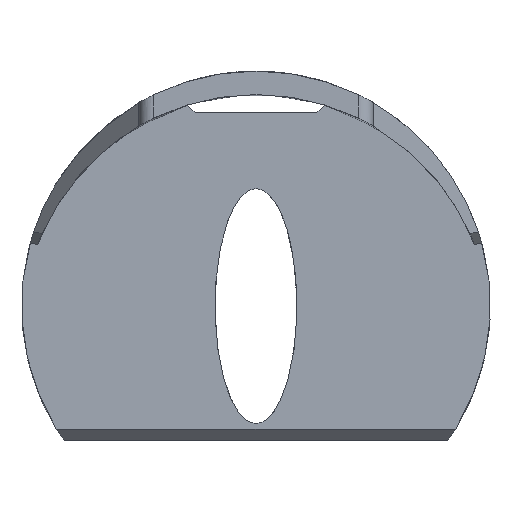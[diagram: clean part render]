
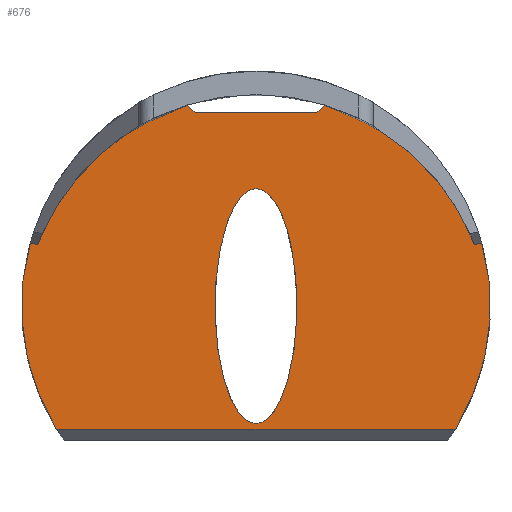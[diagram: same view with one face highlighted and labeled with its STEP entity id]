
A CAD part, top view. The second image highlights one B-rep face of the part: STEP entity #676.
In plain terms, the highlighted planar face has unit normal (0, 0, 1).
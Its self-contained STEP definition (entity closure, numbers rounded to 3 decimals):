
#18=FACE_BOUND('',#96,.T.);
#35=CIRCLE('',#727,20.);
#37=CIRCLE('',#733,20.);
#43=CIRCLE('',#742,20.);
#44=CIRCLE('',#743,20.);
#59=FACE_OUTER_BOUND('',#95,.T.);
#95=EDGE_LOOP('',(#477,#478,#479,#480,#481,#482,#483,#484,#485,#486));
#96=EDGE_LOOP('',(#487));
#131=LINE('',#978,#192);
#143=LINE('',#1097,#204);
#144=LINE('',#1101,#205);
#145=LINE('',#1103,#206);
#146=LINE('',#1105,#207);
#147=LINE('',#1108,#208);
#192=VECTOR('',#791,10.);
#204=VECTOR('',#837,10.);
#205=VECTOR('',#840,10.);
#206=VECTOR('',#841,10.);
#207=VECTOR('',#842,10.);
#208=VECTOR('',#845,10.);
#261=ELLIPSE('',#744,10.,3.5);
#269=VERTEX_POINT('',#975);
#270=VERTEX_POINT('',#977);
#272=VERTEX_POINT('',#983);
#283=VERTEX_POINT('',#1023);
#300=VERTEX_POINT('',#1096);
#301=VERTEX_POINT('',#1098);
#302=VERTEX_POINT('',#1100);
#303=VERTEX_POINT('',#1102);
#304=VERTEX_POINT('',#1104);
#305=VERTEX_POINT('',#1106);
#306=VERTEX_POINT('',#1109);
#338=EDGE_CURVE('',#269,#270,#131,.T.);
#341=EDGE_CURVE('',#272,#270,#35,.T.);
#353=EDGE_CURVE('',#269,#283,#37,.T.);
#371=EDGE_CURVE('',#300,#283,#143,.T.);
#372=EDGE_CURVE('',#300,#301,#43,.T.);
#373=EDGE_CURVE('',#301,#302,#144,.F.);
#374=EDGE_CURVE('',#302,#303,#145,.T.);
#375=EDGE_CURVE('',#304,#303,#146,.T.);
#376=EDGE_CURVE('',#304,#305,#44,.T.);
#377=EDGE_CURVE('',#272,#305,#147,.T.);
#378=EDGE_CURVE('',#306,#306,#261,.T.);
#477=ORIENTED_EDGE('',*,*,#338,.F.);
#478=ORIENTED_EDGE('',*,*,#353,.T.);
#479=ORIENTED_EDGE('',*,*,#371,.F.);
#480=ORIENTED_EDGE('',*,*,#372,.T.);
#481=ORIENTED_EDGE('',*,*,#373,.T.);
#482=ORIENTED_EDGE('',*,*,#374,.T.);
#483=ORIENTED_EDGE('',*,*,#375,.F.);
#484=ORIENTED_EDGE('',*,*,#376,.T.);
#485=ORIENTED_EDGE('',*,*,#377,.F.);
#486=ORIENTED_EDGE('',*,*,#341,.T.);
#487=ORIENTED_EDGE('',*,*,#378,.T.);
#650=PLANE('',#741);
#676=ADVANCED_FACE('',(#59,#18),#650,.T.);
#727=AXIS2_PLACEMENT_3D('',#984,#797,#798);
#733=AXIS2_PLACEMENT_3D('',#1025,#813,#814);
#741=AXIS2_PLACEMENT_3D('',#1095,#835,#836);
#742=AXIS2_PLACEMENT_3D('',#1099,#838,#839);
#743=AXIS2_PLACEMENT_3D('',#1107,#843,#844);
#744=AXIS2_PLACEMENT_3D('',#1110,#846,#847);
#791=DIRECTION('',(-1.,0.,0.));
#797=DIRECTION('center_axis',(0.,0.,1.));
#798=DIRECTION('ref_axis',(1.,0.,0.));
#813=DIRECTION('center_axis',(0.,0.,1.));
#814=DIRECTION('ref_axis',(1.,0.,0.));
#835=DIRECTION('center_axis',(0.,0.,1.));
#836=DIRECTION('ref_axis',(1.,0.,0.));
#837=DIRECTION('',(0.983,0.185,0.));
#838=DIRECTION('center_axis',(0.,0.,1.));
#839=DIRECTION('ref_axis',(1.,0.,0.));
#840=DIRECTION('',(0.707,0.707,0.));
#841=DIRECTION('',(-1.,0.,0.));
#842=DIRECTION('',(0.707,-0.707,0.));
#843=DIRECTION('center_axis',(0.,0.,1.));
#844=DIRECTION('ref_axis',(1.,0.,0.));
#845=DIRECTION('',(0.983,-0.185,0.));
#846=DIRECTION('center_axis',(0.,0.,-1.));
#847=DIRECTION('ref_axis',(0.,-1.,0.));
#975=CARTESIAN_POINT('',(-40.522,21.787,1.));
#977=CARTESIAN_POINT('',(-74.566,21.787,1.));
#978=CARTESIAN_POINT('',(-48.744,21.787,1.));
#983=CARTESIAN_POINT('',(-76.809,37.657,1.));
#984=CARTESIAN_POINT('Origin',(-57.544,32.287,1.));
#1023=CARTESIAN_POINT('',(-38.278,37.657,1.));
#1025=CARTESIAN_POINT('Origin',(-57.544,32.287,1.));
#1095=CARTESIAN_POINT('Origin',(-57.544,32.287,1.));
#1096=CARTESIAN_POINT('',(-38.904,37.539,1.));
#1097=CARTESIAN_POINT('',(-48.306,35.769,1.));
#1098=CARTESIAN_POINT('',(-51.712,49.418,1.));
#1099=CARTESIAN_POINT('Origin',(-57.544,30.287,1.));
#1100=CARTESIAN_POINT('',(-52.344,48.787,1.));
#1101=CARTESIAN_POINT('',(-57.569,43.562,1.));
#1102=CARTESIAN_POINT('',(-62.744,48.787,1.));
#1103=CARTESIAN_POINT('',(-60.544,48.787,1.));
#1104=CARTESIAN_POINT('',(-63.375,49.418,1.));
#1105=CARTESIAN_POINT('',(-57.519,43.562,1.));
#1106=CARTESIAN_POINT('',(-76.183,37.539,1.));
#1107=CARTESIAN_POINT('Origin',(-57.544,30.287,1.));
#1108=CARTESIAN_POINT('',(-66.782,35.769,1.));
#1109=CARTESIAN_POINT('',(-57.544,42.287,1.));
#1110=CARTESIAN_POINT('Origin',(-57.544,32.287,1.));
